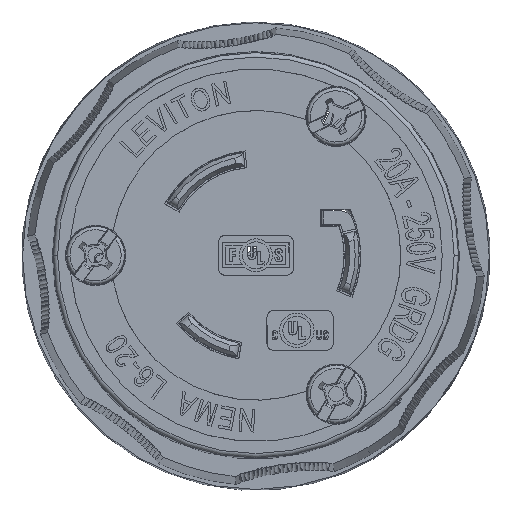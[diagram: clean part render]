
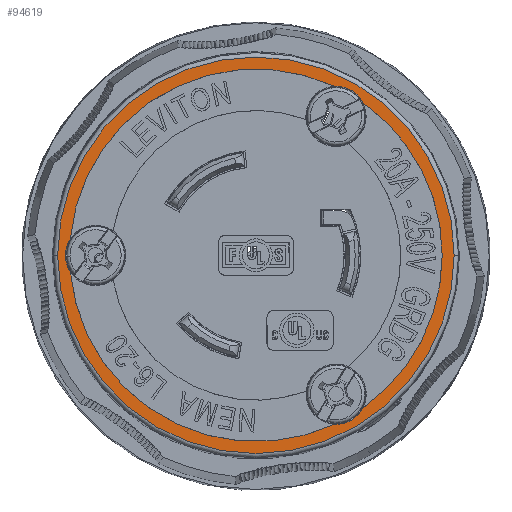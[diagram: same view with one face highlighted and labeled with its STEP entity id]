
A CAD part, top view. The second image highlights one B-rep face of the part: STEP entity #94619.
In plain terms, the highlighted planar face has unit normal (0, 0, 1).
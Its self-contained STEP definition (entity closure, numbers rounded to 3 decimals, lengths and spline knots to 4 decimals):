
#582 = CARTESIAN_POINT ( 'NONE',  ( 0.3633, -0.6285, 0. ) ) ;
#2311 = CARTESIAN_POINT ( 'NONE',  ( -0.8404, -0.0752, 0. ) ) ;
#2956 = AXIS2_PLACEMENT_3D ( 'NONE', #5665, #97737, #89265 ) ;
#3255 = CARTESIAN_POINT ( 'NONE',  ( -0.8977, -0.0005, 0. ) ) ;
#3724 = AXIS2_PLACEMENT_3D ( 'NONE', #9307, #70574, #39702 ) ;
#3760 = CIRCLE ( 'NONE', #17976, 0.8437 ) ;
#4360 = CIRCLE ( 'NONE', #77526, 0.1366 ) ;
#4707 = EDGE_CURVE ( 'NONE', #57160, #43441, #41447, .T. ) ;
#5665 = CARTESIAN_POINT ( 'NONE',  ( 0., 0., 0. ) ) ;
#5784 = ORIENTED_EDGE ( 'NONE', *, *, #12548, .T. ) ;
#6697 = CARTESIAN_POINT ( 'NONE',  ( 0., 0., 0. ) ) ;
#7177 = DIRECTION ( 'NONE',  ( 1., 0.001, 0. ) ) ;
#9307 = CARTESIAN_POINT ( 'NONE',  ( 0., 0., 0. ) ) ;
#11334 = ORIENTED_EDGE ( 'NONE', *, *, #40552, .F. ) ;
#12310 = AXIS2_PLACEMENT_3D ( 'NONE', #63224, #94112, #64705 ) ;
#12548 = EDGE_CURVE ( 'NONE', #43441, #57160, #37079, .T. ) ;
#12657 = CARTESIAN_POINT ( 'NONE',  ( 0.3627, 0.6289, 0. ) ) ;
#14610 = CARTESIAN_POINT ( 'NONE',  ( -0.8404, 0.0742, 0. ) ) ;
#14993 = CARTESIAN_POINT ( 'NONE',  ( 0.3559, -0.765, 0. ) ) ;
#16606 = VERTEX_POINT ( 'NONE', #14993 ) ;
#17398 = AXIS2_PLACEMENT_3D ( 'NONE', #31743, #17794, #63623 ) ;
#17794 = DIRECTION ( 'NONE',  ( 0., 0., 1. ) ) ;
#17976 = AXIS2_PLACEMENT_3D ( 'NONE', #30420, #31410, #46393 ) ;
#19212 = EDGE_CURVE ( 'NONE', #79535, #47009, #90251, .T. ) ;
#22817 = CARTESIAN_POINT ( 'NONE',  ( 0., 0., 0. ) ) ;
#23911 = DIRECTION ( 'NONE',  ( 0., 0., 1. ) ) ;
#27461 = CARTESIAN_POINT ( 'NONE',  ( 0.4853, -0.6902, 0. ) ) ;
#28902 = AXIS2_PLACEMENT_3D ( 'NONE', #582, #23911, #60764 ) ;
#30420 = CARTESIAN_POINT ( 'NONE',  ( 0., 0., 0. ) ) ;
#30520 = PLANE ( 'NONE',  #79370 ) ;
#31410 = DIRECTION ( 'NONE',  ( 0., 0., 1. ) ) ;
#31743 = CARTESIAN_POINT ( 'NONE',  ( -0.726, -0.0004, 0. ) ) ;
#34138 = CIRCLE ( 'NONE', #40471, 0.1366 ) ;
#35600 = VERTEX_POINT ( 'NONE', #64381 ) ;
#37079 = CIRCLE ( 'NONE', #3724, 0.8977 ) ;
#37583 = VERTEX_POINT ( 'NONE', #2311 ) ;
#38540 = ORIENTED_EDGE ( 'NONE', *, *, #4707, .T. ) ;
#39222 = CARTESIAN_POINT ( 'NONE',  ( 0.8977, 0.0005, 0. ) ) ;
#39702 = DIRECTION ( 'NONE',  ( 1., 0.001, 0. ) ) ;
#40471 = AXIS2_PLACEMENT_3D ( 'NONE', #95134, #42361, #51291 ) ;
#40552 = EDGE_CURVE ( 'NONE', #65753, #37583, #34138, .T. ) ;
#41447 = CIRCLE ( 'NONE', #50940, 0.8977 ) ;
#42361 = DIRECTION ( 'NONE',  ( 0., 0., 1. ) ) ;
#43068 = ORIENTED_EDGE ( 'NONE', *, *, #19212, .F. ) ;
#43441 = VERTEX_POINT ( 'NONE', #39222 ) ;
#46393 = DIRECTION ( 'NONE',  ( 1., 0.001, 0. ) ) ;
#47009 = VERTEX_POINT ( 'NONE', #75960 ) ;
#47335 = AXIS2_PLACEMENT_3D ( 'NONE', #81669, #74747, #73279 ) ;
#48353 = CARTESIAN_POINT ( 'NONE',  ( 0.8437, 0.0005, 0. ) ) ;
#48812 = ORIENTED_EDGE ( 'NONE', *, *, #77804, .F. ) ;
#50940 = AXIS2_PLACEMENT_3D ( 'NONE', #22817, #83546, #59180 ) ;
#51180 = ORIENTED_EDGE ( 'NONE', *, *, #63561, .F. ) ;
#51245 = EDGE_CURVE ( 'NONE', #37583, #16606, #85435, .T. ) ;
#51291 = DIRECTION ( 'NONE',  ( 1., 0.001, 0. ) ) ;
#52480 = ORIENTED_EDGE ( 'NONE', *, *, #68329, .F. ) ;
#52492 = DIRECTION ( 'NONE',  ( 0., 0., 1. ) ) ;
#54039 = CARTESIAN_POINT ( 'NONE',  ( -0.8626, -0.0005, 0. ) ) ;
#55713 = EDGE_CURVE ( 'NONE', #64467, #79535, #91912, .T. ) ;
#57160 = VERTEX_POINT ( 'NONE', #3255 ) ;
#59180 = DIRECTION ( 'NONE',  ( 1., 0.001, 0. ) ) ;
#60764 = DIRECTION ( 'NONE',  ( 1., 0.001, 0. ) ) ;
#63224 = CARTESIAN_POINT ( 'NONE',  ( 0., 0., 0. ) ) ;
#63561 = EDGE_CURVE ( 'NONE', #16606, #64467, #89321, .T. ) ;
#63623 = DIRECTION ( 'NONE',  ( 1., 0.001, 0. ) ) ;
#64381 = CARTESIAN_POINT ( 'NONE',  ( 0.3551, 0.7654, 0. ) ) ;
#64467 = VERTEX_POINT ( 'NONE', #27461 ) ;
#64482 = DIRECTION ( 'NONE',  ( 1., 0.001, 0. ) ) ;
#64705 = DIRECTION ( 'NONE',  ( 1., 0.001, 0. ) ) ;
#65753 = VERTEX_POINT ( 'NONE', #54039 ) ;
#67847 = EDGE_LOOP ( 'NONE', ( #5784, #38540 ) ) ;
#68315 = CIRCLE ( 'NONE', #17398, 0.1366 ) ;
#68329 = EDGE_CURVE ( 'NONE', #47009, #35600, #4360, .T. ) ;
#70044 = VERTEX_POINT ( 'NONE', #14610 ) ;
#70574 = DIRECTION ( 'NONE',  ( 0., 0., 1. ) ) ;
#73279 = DIRECTION ( 'NONE',  ( 1., 0.001, 0. ) ) ;
#74747 = DIRECTION ( 'NONE',  ( 0., 0., 1. ) ) ;
#74911 = FACE_OUTER_BOUND ( 'NONE', #67847, .T. ) ;
#75960 = CARTESIAN_POINT ( 'NONE',  ( 0.4845, 0.6907, 0. ) ) ;
#77489 = ORIENTED_EDGE ( 'NONE', *, *, #84031, .F. ) ;
#77526 = AXIS2_PLACEMENT_3D ( 'NONE', #12657, #96289, #64482 ) ;
#77804 = EDGE_CURVE ( 'NONE', #70044, #65753, #68315, .T. ) ;
#78131 = EDGE_LOOP ( 'NONE', ( #52480, #43068, #84700, #51180, #88824, #11334, #48812, #77489 ) ) ;
#79370 = AXIS2_PLACEMENT_3D ( 'NONE', #6697, #52492, #7177 ) ;
#79535 = VERTEX_POINT ( 'NONE', #48353 ) ;
#81669 = CARTESIAN_POINT ( 'NONE',  ( 0., 0., 0. ) ) ;
#83336 = FACE_BOUND ( 'NONE', #78131, .T. ) ;
#83546 = DIRECTION ( 'NONE',  ( 0., 0., 1. ) ) ;
#84031 = EDGE_CURVE ( 'NONE', #35600, #70044, #3760, .T. ) ;
#84700 = ORIENTED_EDGE ( 'NONE', *, *, #55713, .F. ) ;
#85435 = CIRCLE ( 'NONE', #12310, 0.8437 ) ;
#88824 = ORIENTED_EDGE ( 'NONE', *, *, #51245, .F. ) ;
#89265 = DIRECTION ( 'NONE',  ( 1., 0.001, 0. ) ) ;
#89321 = CIRCLE ( 'NONE', #28902, 0.1366 ) ;
#90251 = CIRCLE ( 'NONE', #47335, 0.8437 ) ;
#91912 = CIRCLE ( 'NONE', #2956, 0.8437 ) ;
#94112 = DIRECTION ( 'NONE',  ( 0., 0., 1. ) ) ;
#94619 = ADVANCED_FACE ( 'NONE', ( #74911, #83336 ), #30520, .T. ) ;
#95134 = CARTESIAN_POINT ( 'NONE',  ( -0.726, -0.0004, 0. ) ) ;
#96289 = DIRECTION ( 'NONE',  ( 0., 0., 1. ) ) ;
#97737 = DIRECTION ( 'NONE',  ( 0., 0., 1. ) ) ;
